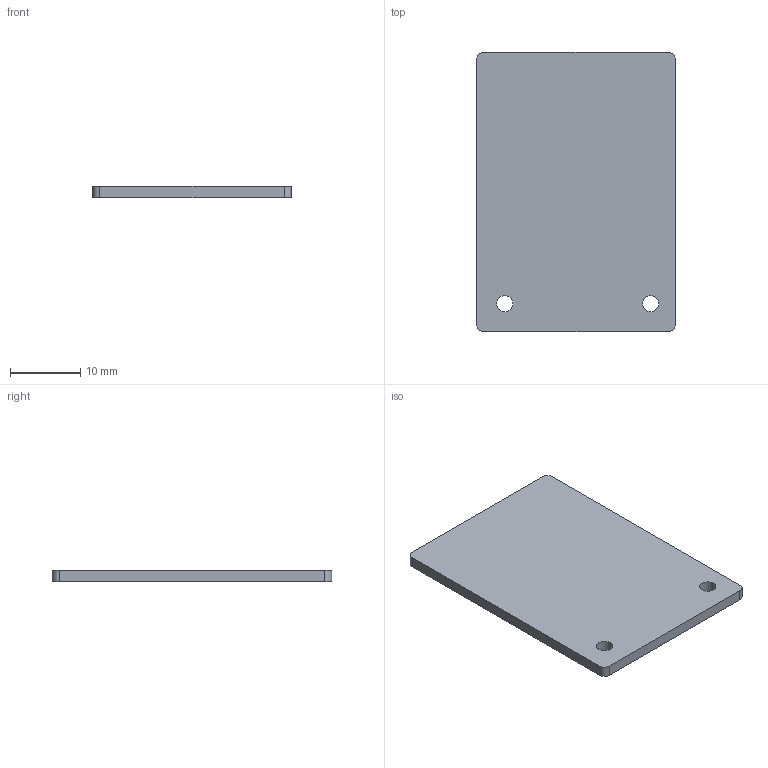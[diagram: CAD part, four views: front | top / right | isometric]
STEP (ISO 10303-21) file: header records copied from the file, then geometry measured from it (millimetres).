
FILE_DESCRIPTION(('KiCad electronic assembly'),'2;1');
FILE_NAME('plates-cover.step','2021-11-28T22:32:50',('Pcbnew'),('Kicad') ,'Open CASCADE STEP processor 7.5','KiCad to STEP converter','Unknown' );
FILE_SCHEMA(('AUTOMOTIVE_DESIGN { 1 0 10303 214 1 1 1 1 }'));
Length unit declared in the file: millimetre
Products named in the file (2): plates-cover 1; _autosave-plates PCB
Assembly tree (1 placements, depth 2):
  plates-cover 1
    _autosave-plates PCB
Bounding box: 28.29 x 39.86 x 1.6 mm (x, y, z)
Volume: 1789.2 mm3; surface area: 2475 mm2
Topology: 1 solids, 1 shells, 12 faces, 30 edges, 20 vertices
Faces by surface type: plane 6, cylinder 6
Full cylindrical faces by diameter (mm): 2.3 x2
Entity records: 847 total; most frequent: CARTESIAN_POINT 196, DIRECTION 118, LINE 66, VECTOR 66, ORIENTED_EDGE 60, PCURVE 60, DEFINITIONAL_REPRESENTATION 60, EDGE_CURVE 30
